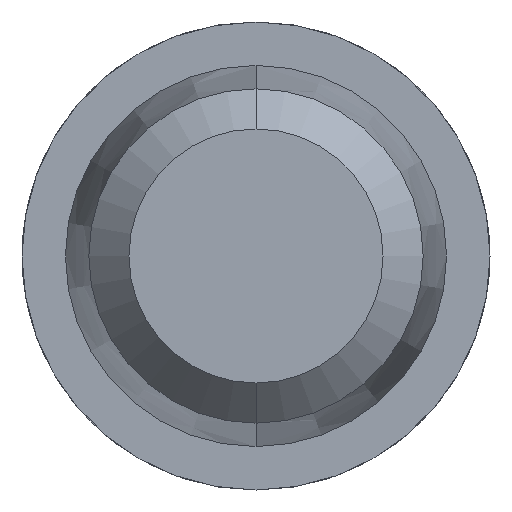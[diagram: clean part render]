
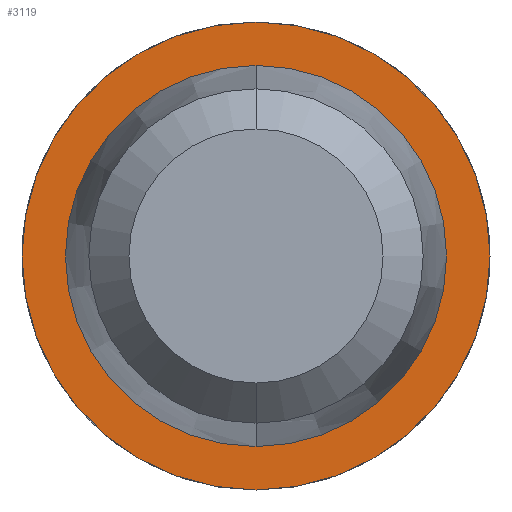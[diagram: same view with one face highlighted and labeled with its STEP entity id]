
A CAD part, front view. The second image highlights one B-rep face of the part: STEP entity #3119.
In plain terms, the highlighted planar face has unit normal (0, -1, 0).
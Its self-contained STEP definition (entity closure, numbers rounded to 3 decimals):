
#51 = CARTESIAN_POINT ( 'NONE',  ( 0.57, 26., 0. ) ) ;
#143 = DIRECTION ( 'NONE',  ( 0., 0., -1. ) ) ;
#192 = EDGE_CURVE ( 'Defeature ausgef�hrt2_9+Defeature ausgef�hrt2_10+Defeature ausgef�hrt2_10+Defeature ausgef�hrt2_10', #1128, #3336, #1011, .T. ) ;
#211 = CARTESIAN_POINT ( 'NONE',  ( 0., 26., -0.7 ) ) ;
#507 = DIRECTION ( 'NONE',  ( 0., -1., 0. ) ) ;
#518 = DIRECTION ( 'NONE',  ( 0., 0., -1. ) ) ;
#592 = CARTESIAN_POINT ( 'NONE',  ( 0., 26., 0. ) ) ;
#622 = EDGE_LOOP ( 'NONE', ( #2075, #3231 ) ) ;
#653 = AXIS2_PLACEMENT_3D ( 'NONE', #51, #3425, #742 ) ;
#704 = CIRCLE ( 'NONE', #2815, 0.7 ) ;
#742 = DIRECTION ( 'NONE',  ( 0., 0., -1. ) ) ;
#846 = FACE_OUTER_BOUND ( 'NONE', #622, .T. ) ;
#856 = EDGE_CURVE ( 'Defeature ausgef�hrt2_9+Defeature ausgef�hrt2_10+Defeature ausgef�hrt2_10+Defeature ausgef�hrt2_10', #3336, #1128, #3369, .T. ) ;
#931 = EDGE_CURVE ( 'Defeature ausgef�hrt2_10+Defeature ausgef�hrt2_11+Defeature ausgef�hrt2_11+Defeature ausgef�hrt2_11', #2875, #4049, #704, .T. ) ;
#1011 = CIRCLE ( 'NONE', #2945, 0.57 ) ;
#1128 = VERTEX_POINT ( 'NONE', #3082 ) ;
#1336 = ORIENTED_EDGE ( 'NONE', *, *, #856, .F. ) ;
#1556 = DIRECTION ( 'NONE',  ( 0., -1., 0. ) ) ;
#1656 = AXIS2_PLACEMENT_3D ( 'NONE', #2249, #1556, #2889 ) ;
#1817 = CARTESIAN_POINT ( 'NONE',  ( 0., 26., 0. ) ) ;
#1878 = ORIENTED_EDGE ( 'NONE', *, *, #192, .F. ) ;
#2075 = ORIENTED_EDGE ( 'NONE', *, *, #931, .T. ) ;
#2130 = CIRCLE ( 'NONE', #3155, 0.7 ) ;
#2233 = DIRECTION ( 'NONE',  ( 0., -1., 0. ) ) ;
#2249 = CARTESIAN_POINT ( 'NONE',  ( 0., 26., 0. ) ) ;
#2626 = CARTESIAN_POINT ( 'NONE',  ( 0., 26., 0.7 ) ) ;
#2648 = EDGE_CURVE ( 'Defeature ausgef�hrt2_10+Defeature ausgef�hrt2_11+Defeature ausgef�hrt2_11+Defeature ausgef�hrt2_11', #4049, #2875, #2130, .T. ) ;
#2810 = CARTESIAN_POINT ( 'NONE',  ( 0., 26., -0.57 ) ) ;
#2815 = AXIS2_PLACEMENT_3D ( 'NONE', #592, #2233, #4216 ) ;
#2875 = VERTEX_POINT ( 'NONE', #211 ) ;
#2889 = DIRECTION ( 'NONE',  ( 0., 0., -1. ) ) ;
#2945 = AXIS2_PLACEMENT_3D ( 'NONE', #4147, #507, #518 ) ;
#3082 = CARTESIAN_POINT ( 'NONE',  ( 0., 26., 0.57 ) ) ;
#3119 = ADVANCED_FACE ( 'Defeature ausgef�hrt2_10', ( #846, #4281 ), #4070, .T. ) ;
#3155 = AXIS2_PLACEMENT_3D ( 'NONE', #1817, #3783, #143 ) ;
#3231 = ORIENTED_EDGE ( 'NONE', *, *, #2648, .T. ) ;
#3336 = VERTEX_POINT ( 'NONE', #2810 ) ;
#3369 = CIRCLE ( 'NONE', #1656, 0.57 ) ;
#3425 = DIRECTION ( 'NONE',  ( 0., -1., 0. ) ) ;
#3783 = DIRECTION ( 'NONE',  ( 0., -1., 0. ) ) ;
#3914 = EDGE_LOOP ( 'NONE', ( #1878, #1336 ) ) ;
#4049 = VERTEX_POINT ( 'NONE', #2626 ) ;
#4070 = PLANE ( 'NONE',  #653 ) ;
#4147 = CARTESIAN_POINT ( 'NONE',  ( 0., 26., 0. ) ) ;
#4216 = DIRECTION ( 'NONE',  ( 0., 0., -1. ) ) ;
#4281 = FACE_BOUND ( 'NONE', #3914, .T. ) ;
